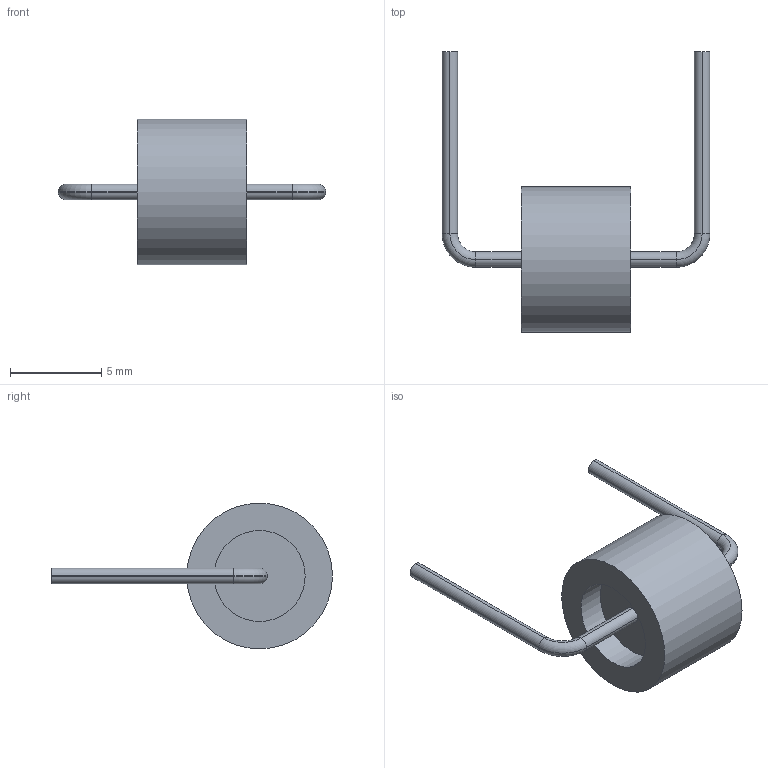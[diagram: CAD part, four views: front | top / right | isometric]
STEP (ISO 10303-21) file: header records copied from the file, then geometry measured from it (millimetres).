
FILE_DESCRIPTION(('FreeCAD Model'),'2;1');
FILE_NAME('Open CASCADE Shape Model','2024-05-15T11:44:26',('Author'),( ''),'Open CASCADE STEP processor 7.6','FreeCAD','Unknown');
FILE_SCHEMA(('AP242_MANAGED_MODEL_BASED_3D_ENGINEERING_MIM_LF. {1 0 10303 442 1 1 4 }'));
Length unit declared in the file: millimetre
Products named in the file (1): 2045-XX-B
Bounding box: 14.7 x 15.43 x 8 mm (x, y, z)
Volume: 261.1 mm3; surface area: 385.2 mm2
Topology: 1 solids, 1 shells, 57 faces, 121 edges, 70 vertices
Faces by surface type: plane 26, cylinder 23, torus 8
Full cylindrical faces by diameter (mm): 5 x2, 8 x1
Entity records: 1585 total; most frequent: DIRECTION 291, CARTESIAN_POINT 249, ORIENTED_EDGE 242, EDGE_CURVE 121, AXIS2_PLACEMENT_3D 112, VERTEX_POINT 70, LINE 67, VECTOR 67
